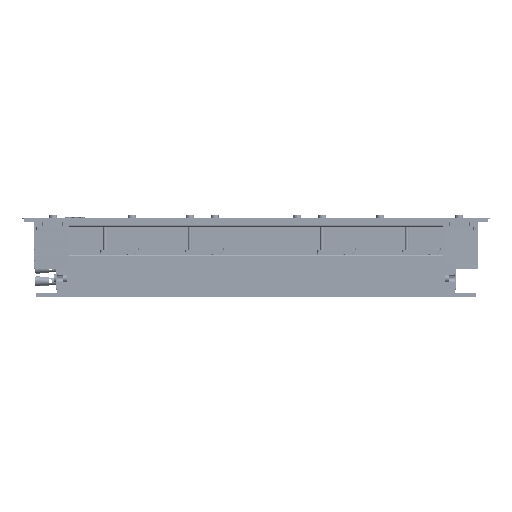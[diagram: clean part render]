
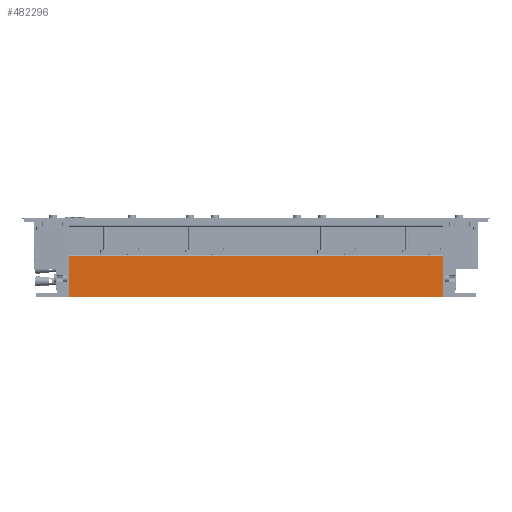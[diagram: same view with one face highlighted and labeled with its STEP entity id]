
A CAD part, front view. The second image highlights one B-rep face of the part: STEP entity #482296.
In plain terms, the highlighted planar face has unit normal (0, -1, 0).
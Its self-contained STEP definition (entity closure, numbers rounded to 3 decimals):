
#26210 = EDGE_CURVE ( 'NONE', #374061, #638735, #786102, .T. ) ;
#36503 = CARTESIAN_POINT ( 'NONE',  ( 9330.709, -5374.016, -3877.953 ) ) ;
#118673 = VECTOR ( 'NONE', #174673, 39370.079 ) ;
#169873 = CARTESIAN_POINT ( 'NONE',  ( 9330.709, -5374.016, -1850.394 ) ) ;
#174673 = DIRECTION ( 'NONE',  ( -1., 0., 0. ) ) ;
#185503 = CARTESIAN_POINT ( 'NONE',  ( 9330.709, -5374.016, -1889.764 ) ) ;
#190573 = AXIS2_PLACEMENT_3D ( 'NONE', #556721, #253960, #321583 ) ;
#211967 = CARTESIAN_POINT ( 'NONE',  ( 9330.709, -5374.016, -3877.953 ) ) ;
#250042 = PLANE ( 'NONE',  #190573 ) ;
#253960 = DIRECTION ( 'NONE',  ( 0., 1., 0. ) ) ;
#263901 = DIRECTION ( 'NONE',  ( 1., 0., 0. ) ) ;
#280871 = ORIENTED_EDGE ( 'NONE', *, *, #650005, .T. ) ;
#285877 = ORIENTED_EDGE ( 'NONE', *, *, #26210, .T. ) ;
#307938 = CARTESIAN_POINT ( 'NONE',  ( -9330.709, -5374.016, -1889.764 ) ) ;
#313248 = EDGE_LOOP ( 'NONE', ( #382263, #632051, #285877, #280871 ) ) ;
#321583 = DIRECTION ( 'NONE',  ( 0., 0., -1. ) ) ;
#367197 = VERTEX_POINT ( 'NONE', #169873 ) ;
#374061 = VERTEX_POINT ( 'NONE', #721134 ) ;
#378937 = EDGE_CURVE ( 'NONE', #367197, #637507, #731312, .T. ) ;
#382263 = ORIENTED_EDGE ( 'NONE', *, *, #378937, .F. ) ;
#443192 = VECTOR ( 'NONE', #598907, 39370.079 ) ;
#476517 = DIRECTION ( 'NONE',  ( 0., 0., -1. ) ) ;
#482296 = ADVANCED_FACE ( 'NONE', ( #612557 ), #250042, .F. ) ;
#496771 = CARTESIAN_POINT ( 'NONE',  ( -9330.709, -5374.016, -3877.953 ) ) ;
#556721 = CARTESIAN_POINT ( 'NONE',  ( 9330.709, -5374.016, -1889.764 ) ) ;
#558115 = EDGE_CURVE ( 'NONE', #367197, #374061, #788125, .T. ) ;
#578288 = VECTOR ( 'NONE', #476517, 39370.079 ) ;
#598907 = DIRECTION ( 'NONE',  ( 0., 0., -1. ) ) ;
#612557 = FACE_OUTER_BOUND ( 'NONE', #313248, .T. ) ;
#632051 = ORIENTED_EDGE ( 'NONE', *, *, #558115, .T. ) ;
#637507 = VERTEX_POINT ( 'NONE', #36503 ) ;
#638735 = VERTEX_POINT ( 'NONE', #496771 ) ;
#650005 = EDGE_CURVE ( 'NONE', #638735, #637507, #694056, .T. ) ;
#678064 = VECTOR ( 'NONE', #263901, 39370.079 ) ;
#694056 = LINE ( 'NONE', #211967, #678064 ) ;
#721134 = CARTESIAN_POINT ( 'NONE',  ( -9330.709, -5374.016, -1850.394 ) ) ;
#731312 = LINE ( 'NONE', #185503, #578288 ) ;
#780292 = CARTESIAN_POINT ( 'NONE',  ( -9330.709, -5374.016, -1850.394 ) ) ;
#786102 = LINE ( 'NONE', #307938, #443192 ) ;
#788125 = LINE ( 'NONE', #780292, #118673 ) ;
